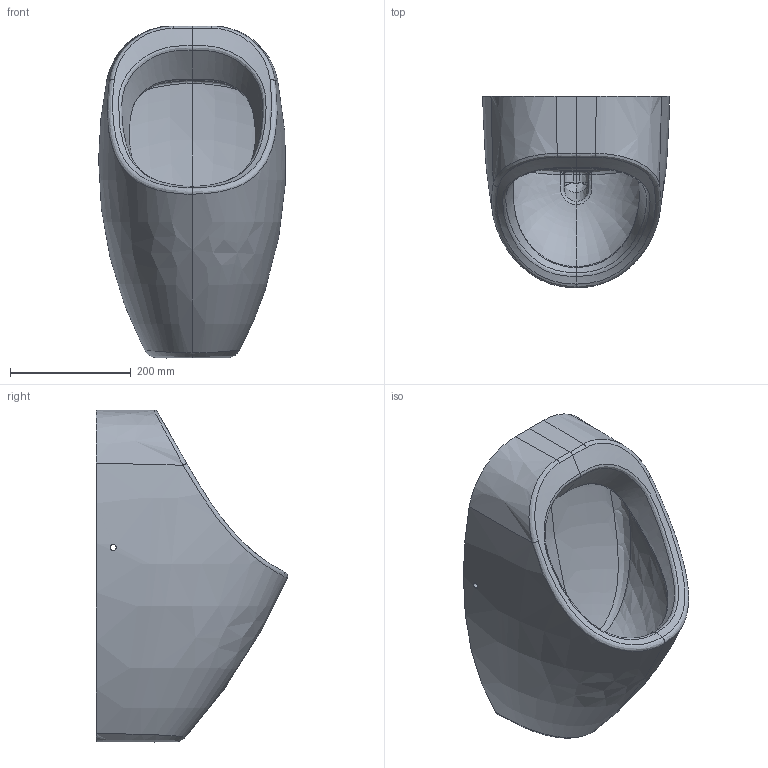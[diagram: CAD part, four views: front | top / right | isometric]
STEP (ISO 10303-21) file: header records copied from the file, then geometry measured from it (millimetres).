
FILE_DESCRIPTION (( 'STEP AP203' ), '1' );
FILE_NAME ('Dome_U3.STEP', '2019-08-08T11:24:24', ( '' ), ( '' ), 'SwSTEP 2.0', 'SolidWorks 2019', '' );
FILE_SCHEMA (( 'CONFIG_CONTROL_DESIGN' ));
Length unit declared in the file: millimetre
Products named in the file (1): Dome_U3
Bounding box: 309.27 x 316.93 x 550 mm (x, y, z)
Surface area: 572006.4 mm2 (no closed solid volume)
Topology: 0 solids, 1 shells, 84 faces, 225 edges, 140 vertices
Faces by surface type: bspline 68, plane 10, cylinder 6
Entity records: 35221 total; most frequent: CARTESIAN_POINT 33810, ORIENTED_EDGE 406, EDGE_CURVE 223, B_SPLINE_CURVE_WITH_KNOTS 206, VERTEX_POINT 140, EDGE_LOOP 86, FACE_OUTER_BOUND 84, ADVANCED_FACE 84
